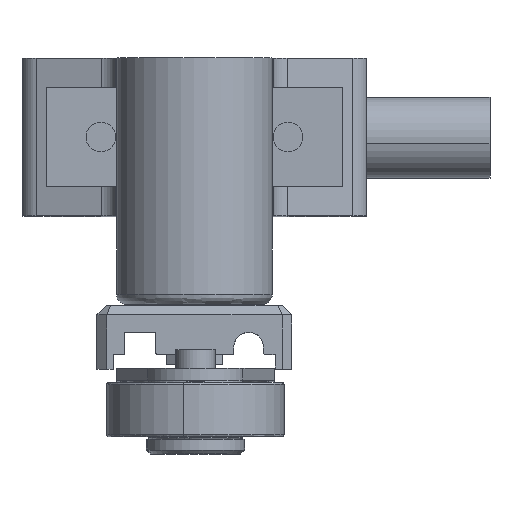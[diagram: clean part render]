
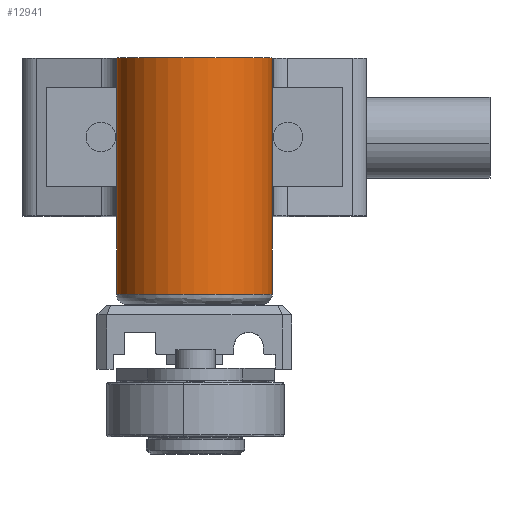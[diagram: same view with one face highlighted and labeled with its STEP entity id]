
A CAD part, top view. The second image highlights one B-rep face of the part: STEP entity #12941.
In plain terms, the highlighted cylindrical face has radius 7.9 mm (diameter 15.8 mm), a partial arc.
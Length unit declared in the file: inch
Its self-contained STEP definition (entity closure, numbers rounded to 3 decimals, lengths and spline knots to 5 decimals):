
#655 = CARTESIAN_POINT ( 'NONE',  ( -0.31102, 0., 0.70866 ) ) ;
#988 = CARTESIAN_POINT ( 'NONE',  ( 0.31102, 0., 0.70866 ) ) ;
#1649 = EDGE_CURVE ( 'NONE', #25434, #14550, #4324, .T. ) ;
#1938 = VECTOR ( 'NONE', #3094, 39.37008 ) ;
#2101 = AXIS2_PLACEMENT_3D ( 'NONE', #6342, #8435, #28462 ) ;
#2529 = DIRECTION ( 'NONE',  ( 0., -1., 0. ) ) ;
#2893 = AXIS2_PLACEMENT_3D ( 'NONE', #25504, #14608, #10228 ) ;
#3094 = DIRECTION ( 'NONE',  ( 0., 1., 0. ) ) ;
#3329 = DIRECTION ( 'NONE',  ( 0., -1., 0. ) ) ;
#4324 = LINE ( 'NONE', #4656, #26322 ) ;
#4420 = EDGE_CURVE ( 'NONE', #14550, #6763, #25993, .T. ) ;
#4656 = CARTESIAN_POINT ( 'NONE',  ( -0.31102, 0., 0.70866 ) ) ;
#5459 = CARTESIAN_POINT ( 'NONE',  ( 0., 0., 0.70866 ) ) ;
#5506 = DIRECTION ( 'NONE',  ( 0., -1., 0. ) ) ;
#6121 = CARTESIAN_POINT ( 'NONE',  ( -0.31102, -0.62992, 0.70866 ) ) ;
#6342 = CARTESIAN_POINT ( 'NONE',  ( 0., -0.94488, 0.70866 ) ) ;
#6421 = EDGE_CURVE ( 'NONE', #17617, #12200, #9554, .T. ) ;
#6763 = VERTEX_POINT ( 'NONE', #8791 ) ;
#6948 = CARTESIAN_POINT ( 'NONE',  ( -0.31102, -0.94488, 0.70866 ) ) ;
#7824 = LINE ( 'NONE', #988, #1938 ) ;
#8435 = DIRECTION ( 'NONE',  ( 0., 1., 0. ) ) ;
#8791 = CARTESIAN_POINT ( 'NONE',  ( 0.31102, -0.94488, 0.70866 ) ) ;
#9554 = CIRCLE ( 'NONE', #14000, 0.31102 ) ;
#9813 = ORIENTED_EDGE ( 'NONE', *, *, #19311, .T. ) ;
#9978 = VECTOR ( 'NONE', #5506, 39.37008 ) ;
#10228 = DIRECTION ( 'NONE',  ( 1., 0., 0. ) ) ;
#10421 = ORIENTED_EDGE ( 'NONE', *, *, #6421, .T. ) ;
#11618 = ORIENTED_EDGE ( 'NONE', *, *, #1649, .T. ) ;
#12200 = VERTEX_POINT ( 'NONE', #17158 ) ;
#12941 = ADVANCED_FACE ( 'NONE', ( #22960 ), #15428, .T. ) ;
#13218 = ORIENTED_EDGE ( 'NONE', *, *, #18264, .T. ) ;
#14000 = AXIS2_PLACEMENT_3D ( 'NONE', #5459, #3329, #25428 ) ;
#14550 = VERTEX_POINT ( 'NONE', #6948 ) ;
#14608 = DIRECTION ( 'NONE',  ( 0., -1., 0. ) ) ;
#15428 = CYLINDRICAL_SURFACE ( 'NONE', #2893, 0.31102 ) ;
#16908 = LINE ( 'NONE', #21260, #9978 ) ;
#17158 = CARTESIAN_POINT ( 'NONE',  ( -0.31102, 0., 0.70866 ) ) ;
#17272 = EDGE_LOOP ( 'NONE', ( #9813, #11618, #25533, #20085, #13218, #10421 ) ) ;
#17617 = VERTEX_POINT ( 'NONE', #23569 ) ;
#18264 = EDGE_CURVE ( 'NONE', #21985, #17617, #7824, .T. ) ;
#18271 = CARTESIAN_POINT ( 'NONE',  ( 0.31102, -0.62992, 0.70866 ) ) ;
#18287 = DIRECTION ( 'NONE',  ( 0., -1., 0. ) ) ;
#19311 = EDGE_CURVE ( 'NONE', #12200, #25434, #26563, .T. ) ;
#20085 = ORIENTED_EDGE ( 'NONE', *, *, #27255, .F. ) ;
#20744 = VECTOR ( 'NONE', #18287, 39.37008 ) ;
#21260 = CARTESIAN_POINT ( 'NONE',  ( 0.31102, 0., 0.70866 ) ) ;
#21985 = VERTEX_POINT ( 'NONE', #18271 ) ;
#22960 = FACE_OUTER_BOUND ( 'NONE', #17272, .T. ) ;
#23569 = CARTESIAN_POINT ( 'NONE',  ( 0.31102, 0., 0.70866 ) ) ;
#25428 = DIRECTION ( 'NONE',  ( 1., 0., 0. ) ) ;
#25434 = VERTEX_POINT ( 'NONE', #6121 ) ;
#25504 = CARTESIAN_POINT ( 'NONE',  ( 0., 0., 0.70866 ) ) ;
#25533 = ORIENTED_EDGE ( 'NONE', *, *, #4420, .T. ) ;
#25993 = CIRCLE ( 'NONE', #2101, 0.31102 ) ;
#26322 = VECTOR ( 'NONE', #2529, 39.37008 ) ;
#26563 = LINE ( 'NONE', #655, #20744 ) ;
#27255 = EDGE_CURVE ( 'NONE', #21985, #6763, #16908, .T. ) ;
#28462 = DIRECTION ( 'NONE',  ( 1., 0., 0. ) ) ;
